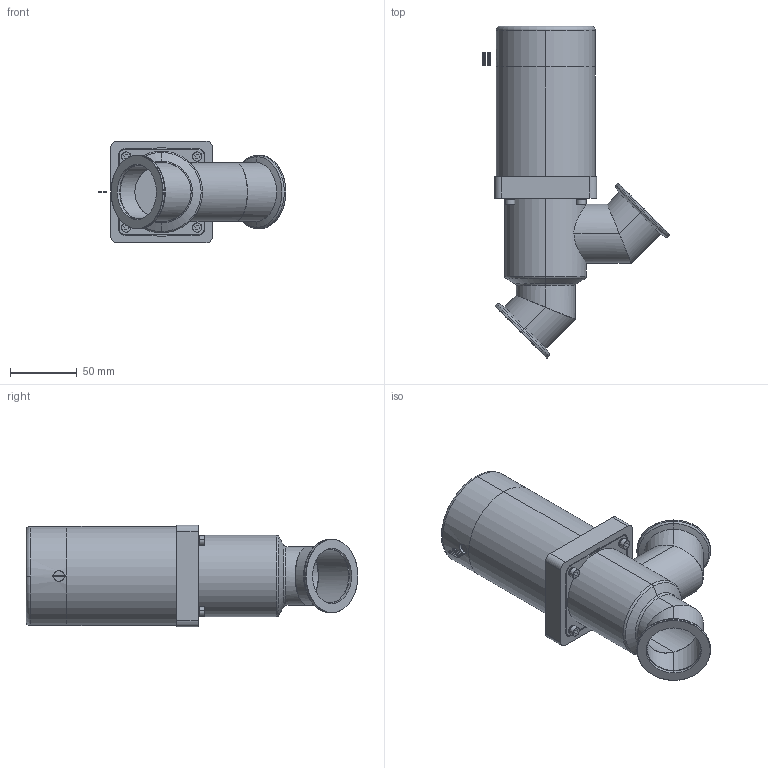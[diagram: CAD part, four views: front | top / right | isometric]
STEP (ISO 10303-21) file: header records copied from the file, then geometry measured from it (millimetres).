
FILE_DESCRIPTION (( 'STEP AP214' ), '1' );
FILE_NAME ('TL-1500-EM-KF40-SST_ELECTROMAGNETIC_INLINE_VALVE_KF40_VITON_BONNET.STEP', '2025-02-13T17:09:16', ( '' ), ( '' ), 'SwSTEP 2.0', 'SolidWorks 2023', '' );
FILE_SCHEMA (( 'AUTOMOTIVE_DESIGN' ));
Length unit declared in the file: inch
Products named in the file (1): TL-1500-EM-KF40-SST_ELECTROMAGNETIC_INLINE_VALVE_KF40_VITON_BONNET
Bounding box: 140.3 x 247.81 x 76 mm (x, y, z)
Volume: 643887.5 mm3; surface area: 106961.7 mm2
Topology: 13 solids, 19 shells, 343 faces, 802 edges, 512 vertices
Faces by surface type: plane 139, cylinder 131, torus 36, cone 35, bspline 2
Entity records: 11079 total; most frequent: CARTESIAN_POINT 2888, DIRECTION 1768, ORIENTED_EDGE 1588, EDGE_CURVE 794, AXIS2_PLACEMENT_3D 680, VERTEX_POINT 512, LINE 408, VECTOR 408
